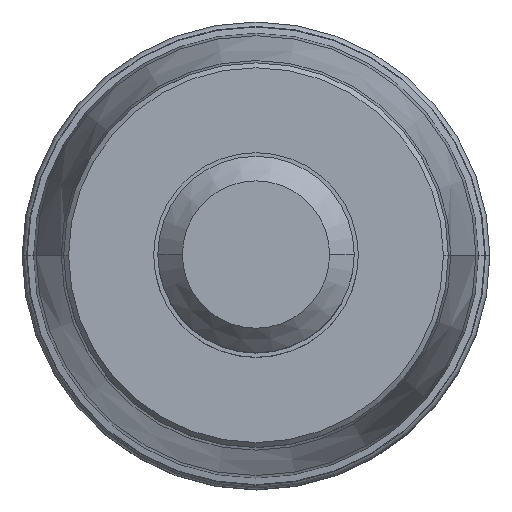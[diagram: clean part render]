
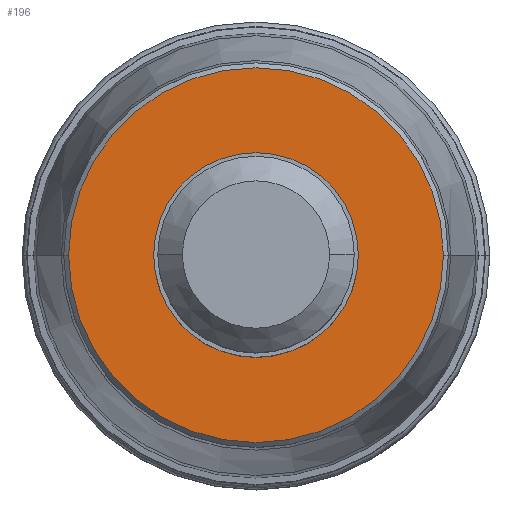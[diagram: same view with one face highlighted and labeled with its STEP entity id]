
A CAD part, top view. The second image highlights one B-rep face of the part: STEP entity #196.
In plain terms, the highlighted planar face has unit normal (0, 0, 1).
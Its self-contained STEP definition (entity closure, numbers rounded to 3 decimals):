
#29=PLANE('',#1656);
#35=FACE_BOUND('',#388,.T.);
#36=FACE_BOUND('',#389,.T.);
#196=ADVANCED_FACE('',(#35,#36),#29,.F.);
#388=EDGE_LOOP('',(#662,#663,#664,#665));
#389=EDGE_LOOP('',(#666,#667));
#662=ORIENTED_EDGE('',*,*,#1045,.T.);
#663=ORIENTED_EDGE('',*,*,#1049,.T.);
#664=ORIENTED_EDGE('',*,*,#1048,.T.);
#665=ORIENTED_EDGE('',*,*,#1046,.T.);
#666=ORIENTED_EDGE('',*,*,#1050,.T.);
#667=ORIENTED_EDGE('',*,*,#1051,.T.);
#880=VERTEX_POINT('',#3575);
#881=VERTEX_POINT('',#3577);
#882=VERTEX_POINT('',#3579);
#883=VERTEX_POINT('',#3583);
#884=VERTEX_POINT('',#3587);
#885=VERTEX_POINT('',#3588);
#1045=EDGE_CURVE('',#881,#880,#1262,.T.);
#1046=EDGE_CURVE('',#882,#881,#1263,.T.);
#1048=EDGE_CURVE('',#883,#882,#1264,.T.);
#1049=EDGE_CURVE('',#880,#883,#1265,.T.);
#1050=EDGE_CURVE('',#884,#885,#1266,.T.);
#1051=EDGE_CURVE('',#885,#884,#1267,.T.);
#1262=CIRCLE('',#1648,11.45);
#1263=CIRCLE('',#1649,11.45);
#1264=CIRCLE('',#1651,11.45);
#1265=CIRCLE('',#1652,11.45);
#1266=CIRCLE('',#1654,6.25);
#1267=CIRCLE('',#1655,6.25);
#1648=AXIS2_PLACEMENT_3D('',#3576,#2026,#2027);
#1649=AXIS2_PLACEMENT_3D('',#3578,#2028,#2029);
#1651=AXIS2_PLACEMENT_3D('',#3582,#2033,#2034);
#1652=AXIS2_PLACEMENT_3D('',#3584,#2035,#2036);
#1654=AXIS2_PLACEMENT_3D('',#3586,#2039,#2040);
#1655=AXIS2_PLACEMENT_3D('',#3589,#2041,#2042);
#1656=AXIS2_PLACEMENT_3D('',#3590,#2043,#2044);
#2026=DIRECTION('',(0.,0.,1.));
#2027=DIRECTION('',(0.,1.,0.));
#2028=DIRECTION('',(0.,0.,1.));
#2029=DIRECTION('',(1.,0.,0.));
#2033=DIRECTION('',(0.,0.,1.));
#2034=DIRECTION('',(0.,-1.,0.));
#2035=DIRECTION('',(0.,0.,1.));
#2036=DIRECTION('',(-1.,0.,0.));
#2039=DIRECTION('',(0.,0.,-1.));
#2040=DIRECTION('',(-1.,0.,0.));
#2041=DIRECTION('',(0.,0.,-1.));
#2042=DIRECTION('',(1.,0.,0.));
#2043=DIRECTION('',(0.,0.,-1.));
#2044=DIRECTION('',(1.,0.,0.));
#3575=CARTESIAN_POINT('',(-11.45,0.,0.));
#3576=CARTESIAN_POINT('',(0.,0.,0.));
#3577=CARTESIAN_POINT('',(0.,11.45,0.));
#3578=CARTESIAN_POINT('',(0.,0.,0.));
#3579=CARTESIAN_POINT('',(11.45,0.,0.));
#3582=CARTESIAN_POINT('',(0.,0.,0.));
#3583=CARTESIAN_POINT('',(0.,-11.45,0.));
#3584=CARTESIAN_POINT('',(0.,0.,0.));
#3586=CARTESIAN_POINT('',(0.,0.,0.));
#3587=CARTESIAN_POINT('',(-6.25,0.,0.));
#3588=CARTESIAN_POINT('',(6.25,0.,0.));
#3589=CARTESIAN_POINT('',(0.,0.,0.));
#3590=CARTESIAN_POINT('',(0.,0.,0.));
